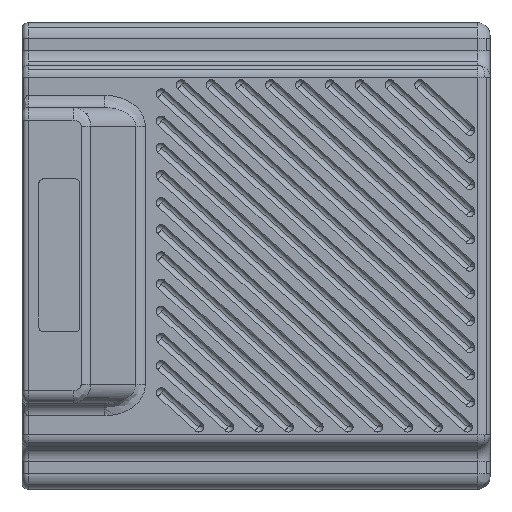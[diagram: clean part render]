
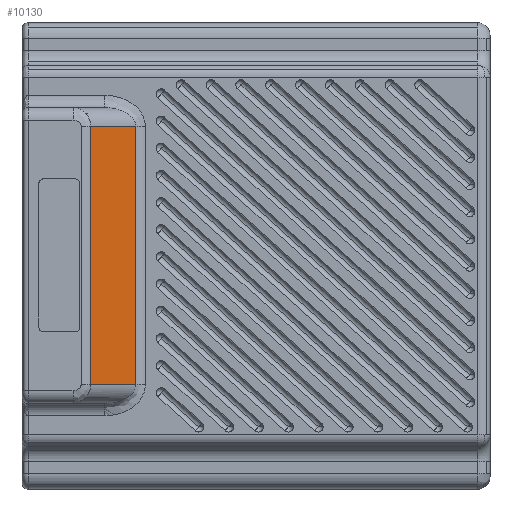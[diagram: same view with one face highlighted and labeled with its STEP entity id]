
A CAD part, top view. The second image highlights one B-rep face of the part: STEP entity #10130.
In plain terms, the highlighted planar face has unit normal (0.766, 0, 0.642).
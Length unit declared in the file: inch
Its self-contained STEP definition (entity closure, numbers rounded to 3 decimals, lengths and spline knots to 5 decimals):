
#1263 = LINE ( 'NONE', #9225, #4316 ) ;
#1727 = CARTESIAN_POINT ( 'NONE',  ( 1.28448, 4.43929, 0.50114 ) ) ;
#1983 = DIRECTION ( 'NONE',  ( 0.766, 0., 0.642 ) ) ;
#3256 = EDGE_CURVE ( 'NONE', #30936, #15368, #28538, .T. ) ;
#3447 = CARTESIAN_POINT ( 'NONE',  ( 0.90962, 1.16954, 0.94845 ) ) ;
#4316 = VECTOR ( 'NONE', #13926, 39.37008 ) ;
#4667 = DIRECTION ( 'NONE',  ( 0., -1., 0. ) ) ;
#7727 = EDGE_CURVE ( 'NONE', #14470, #15368, #16337, .T. ) ;
#8121 = DIRECTION ( 'NONE',  ( -0.642, 0., 0.766 ) ) ;
#9225 = CARTESIAN_POINT ( 'NONE',  ( 0.77526, 4.43929, 1.10879 ) ) ;
#9354 = VECTOR ( 'NONE', #14964, 39.37008 ) ;
#10130 = ADVANCED_FACE ( 'NONE', ( #10816 ), #26697, .T. ) ;
#10816 = FACE_OUTER_BOUND ( 'NONE', #24398, .T. ) ;
#11287 = CARTESIAN_POINT ( 'NONE',  ( 0.71406, 1.16954, 1.18182 ) ) ;
#13926 = DIRECTION ( 'NONE',  ( 0.642, 0., -0.766 ) ) ;
#14340 = CARTESIAN_POINT ( 'NONE',  ( 0.71406, 4.43929, 1.18182 ) ) ;
#14470 = VERTEX_POINT ( 'NONE', #16088 ) ;
#14964 = DIRECTION ( 'NONE',  ( 0., 1., 0. ) ) ;
#15075 = ORIENTED_EDGE ( 'NONE', *, *, #30369, .F. ) ;
#15339 = VERTEX_POINT ( 'NONE', #1727 ) ;
#15368 = VERTEX_POINT ( 'NONE', #11287 ) ;
#16088 = CARTESIAN_POINT ( 'NONE',  ( 1.28448, 1.16954, 0.50114 ) ) ;
#16337 = LINE ( 'NONE', #3447, #22120 ) ;
#16370 = ORIENTED_EDGE ( 'NONE', *, *, #7727, .F. ) ;
#17125 = CARTESIAN_POINT ( 'NONE',  ( 1.28448, -0.15314, 0.50114 ) ) ;
#19017 = CARTESIAN_POINT ( 'NONE',  ( 0.71406, -0.15314, 1.18182 ) ) ;
#21485 = EDGE_CURVE ( 'NONE', #14470, #15339, #28941, .T. ) ;
#21863 = DIRECTION ( 'NONE',  ( 0., -1., 0. ) ) ;
#22120 = VECTOR ( 'NONE', #8121, 39.37008 ) ;
#22704 = ORIENTED_EDGE ( 'NONE', *, *, #21485, .T. ) ;
#23194 = VECTOR ( 'NONE', #4667, 39.37008 ) ;
#24398 = EDGE_LOOP ( 'NONE', ( #16370, #22704, #15075, #27072 ) ) ;
#26697 = PLANE ( 'NONE',  #27061 ) ;
#27061 = AXIS2_PLACEMENT_3D ( 'NONE', #31470, #1983, #21863 ) ;
#27072 = ORIENTED_EDGE ( 'NONE', *, *, #3256, .T. ) ;
#28538 = LINE ( 'NONE', #19017, #23194 ) ;
#28941 = LINE ( 'NONE', #17125, #9354 ) ;
#30369 = EDGE_CURVE ( 'NONE', #30936, #15339, #1263, .T. ) ;
#30936 = VERTEX_POINT ( 'NONE', #14340 ) ;
#31470 = CARTESIAN_POINT ( 'NONE',  ( 1.17852, -0.15314, 0.62757 ) ) ;
